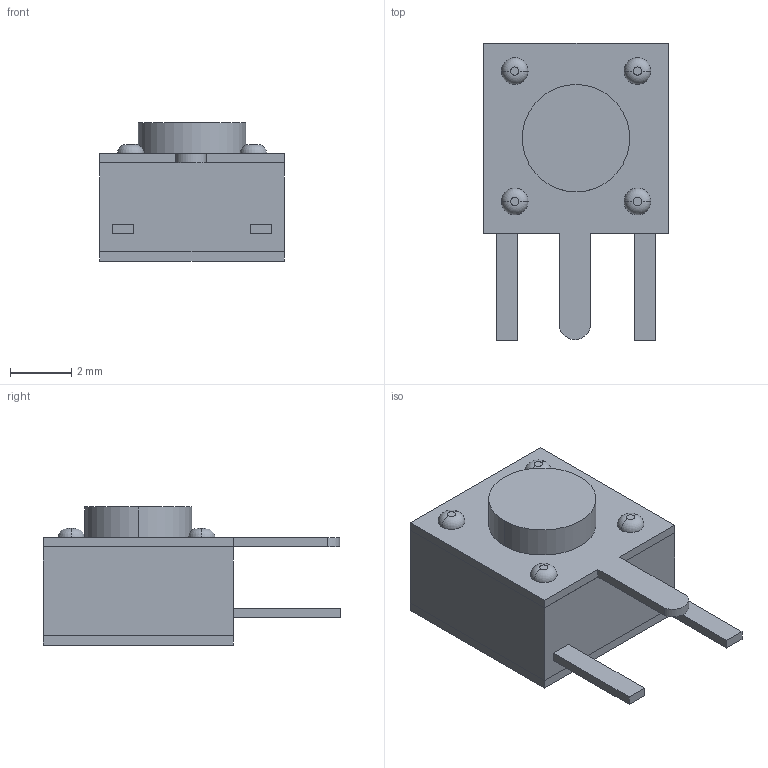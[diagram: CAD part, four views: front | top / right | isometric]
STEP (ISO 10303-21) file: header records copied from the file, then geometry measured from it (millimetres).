
FILE_DESCRIPTION (( 'STEP AP214' ), '1' );
FILE_NAME ('User Library-Interruptor 6 6 4.5MM.STEP', '2020-07-06T07:09:58', ( '' ), ( '' ), 'SwSTEP 2.0', 'SolidWorks 2020', '' );
FILE_SCHEMA (( 'AUTOMOTIVE_DESIGN' ));
Length unit declared in the file: millimetre
Products named in the file (1): User Library-Interruptor 6 6 4.5MM
Bounding box: 6 x 9.7 x 4.5 mm (x, y, z)
Volume: 142.8 mm3; surface area: 346 mm2
Topology: 6 solids, 6 shells, 50 faces, 102 edges, 68 vertices
Faces by surface type: plane 39, torus 8, cylinder 3
Entity records: 1637 total; most frequent: DIRECTION 234, CARTESIAN_POINT 221, ORIENTED_EDGE 204, EDGE_CURVE 102, AXIS2_PLACEMENT_3D 81, LINE 72, VECTOR 72, VERTEX_POINT 68
